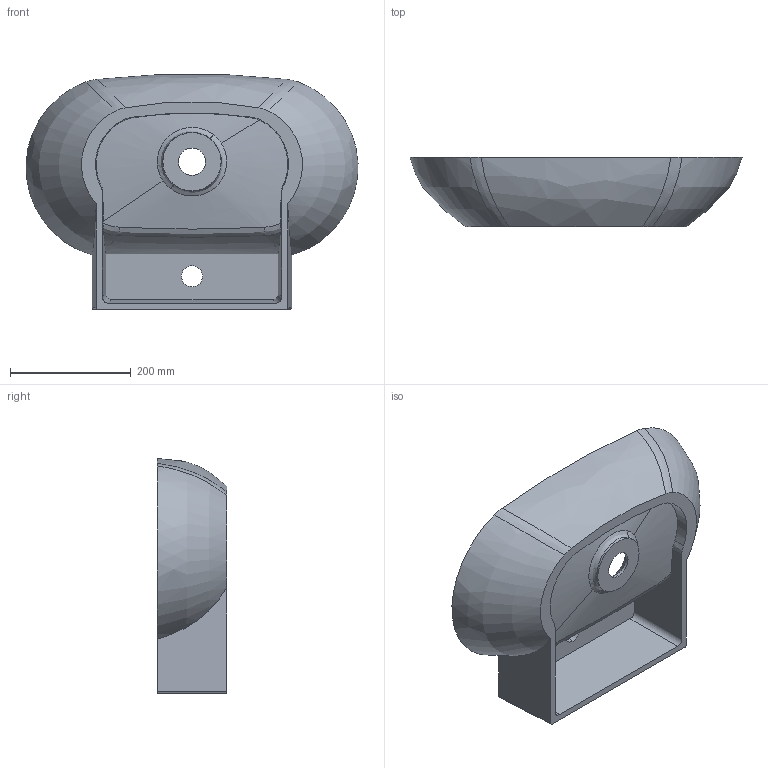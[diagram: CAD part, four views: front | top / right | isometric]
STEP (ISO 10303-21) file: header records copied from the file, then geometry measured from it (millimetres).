
FILE_DESCRIPTION (( 'STEP AP214' ), '1' );
FILE_NAME ('Ruff.STEP', '2020-09-24T09:54:10', ( '' ), ( '' ), 'SwSTEP 2.0', 'SolidWorks 2018', '' );
FILE_SCHEMA (( 'AUTOMOTIVE_DESIGN' ));
Length unit declared in the file: millimetre
Products named in the file (1): Ruff
Bounding box: 549.66 x 115 x 388.99 mm (x, y, z)
Volume: 3546428.4 mm3; surface area: 621118.2 mm2
Topology: 1 solids, 1 shells, 63 faces, 176 edges, 117 vertices
Faces by surface type: bspline 40, plane 11, cylinder 8, cone 4
Entity records: 17005 total; most frequent: CARTESIAN_POINT 15690, ORIENTED_EDGE 352, EDGE_CURVE 176, DIRECTION 138, VERTEX_POINT 117, B_SPLINE_CURVE_WITH_KNOTS 107, EDGE_LOOP 69, FACE_OUTER_BOUND 63
